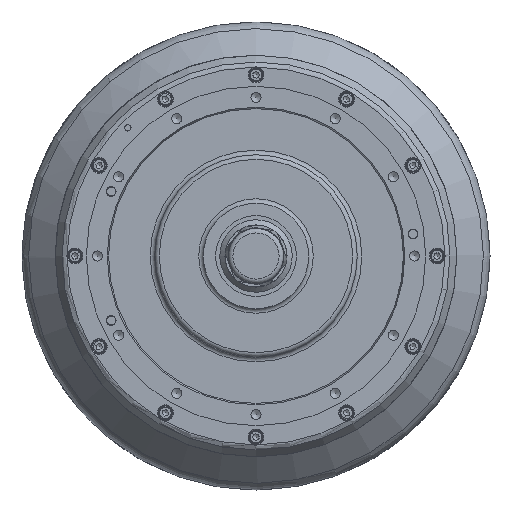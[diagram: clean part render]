
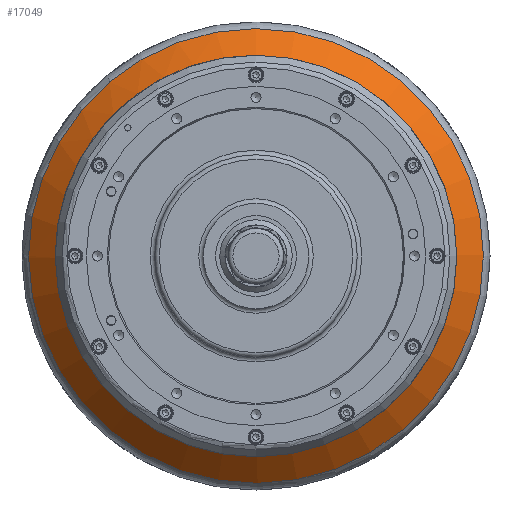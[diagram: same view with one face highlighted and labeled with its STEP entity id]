
A CAD part, left-side view. The second image highlights one B-rep face of the part: STEP entity #17049.
In plain terms, the highlighted conical face has half-angle 45 degrees and reference radius 144 mm.
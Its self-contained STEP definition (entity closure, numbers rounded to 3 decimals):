
#93=CONICAL_SURFACE('',#18193,144.,45.);
#4513=FACE_BOUND('',#5918,.T.);
#4813=FACE_OUTER_BOUND('',#5917,.T.);
#5917=EDGE_LOOP('',(#12435));
#5918=EDGE_LOOP('',(#12436));
#7041=CIRCLE('',#18190,150.607);
#7043=CIRCLE('',#18194,133.);
#7898=VERTEX_POINT('',#25806);
#7901=VERTEX_POINT('',#25815);
#9643=EDGE_CURVE('',#7898,#7898,#7041,.T.);
#9647=EDGE_CURVE('',#7901,#7901,#7043,.T.);
#12435=ORIENTED_EDGE('',*,*,#9647,.F.);
#12436=ORIENTED_EDGE('',*,*,#9643,.F.);
#17049=ADVANCED_FACE('',(#4813,#4513),#93,.T.);
#18190=AXIS2_PLACEMENT_3D('',#25807,#20355,#20356);
#18193=AXIS2_PLACEMENT_3D('',#25814,#20363,#20364);
#18194=AXIS2_PLACEMENT_3D('',#25816,#20365,#20366);
#20355=DIRECTION('center_axis',(1.,0.,0.));
#20356=DIRECTION('ref_axis',(0.,-1.,0.));
#20363=DIRECTION('center_axis',(1.,0.,0.));
#20364=DIRECTION('ref_axis',(0.,0.,
-1.));
#20365=DIRECTION('center_axis',(-1.,0.,0.));
#20366=DIRECTION('ref_axis',(0.,0.,
1.));
#25806=CARTESIAN_POINT('',(-94.393,150.607,0.));
#25807=CARTESIAN_POINT('Origin',(-94.393,0.,
0.));
#25814=CARTESIAN_POINT('Origin',(-101.,0.,0.));
#25815=CARTESIAN_POINT('',(-112.,0.,133.));
#25816=CARTESIAN_POINT('Origin',(-112.,0.,0.));
